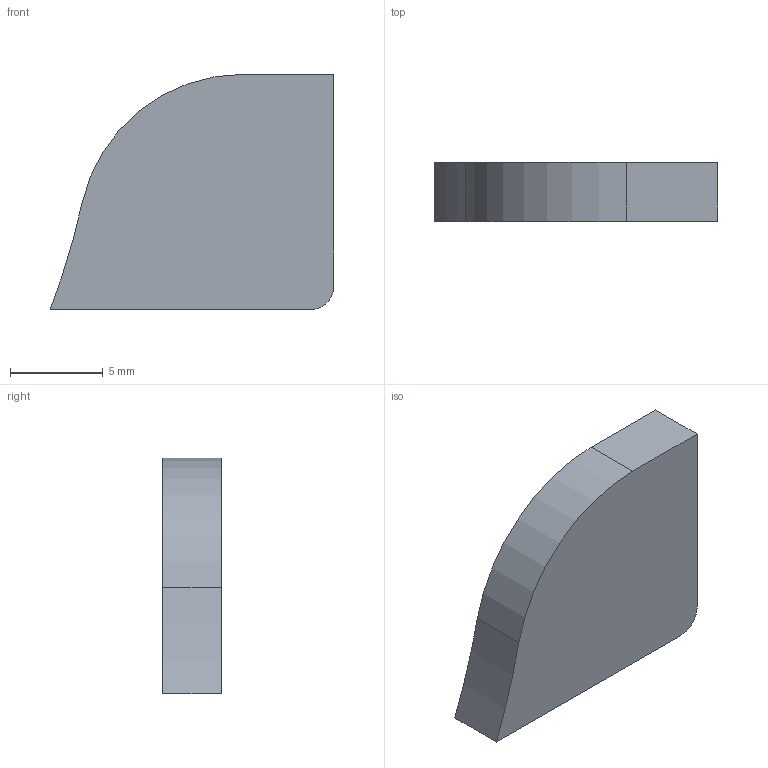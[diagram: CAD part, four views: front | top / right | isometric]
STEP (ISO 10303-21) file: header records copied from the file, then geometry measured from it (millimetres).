
FILE_DESCRIPTION (( 'STEP AP214' ), '1' );
FILE_NAME ('FilletTool_35.STEP', '2025-10-26T01:17:33', ( '' ), ( '' ), 'SwSTEP 2.0', 'SolidWorks 2025', '' );
FILE_SCHEMA (( 'AUTOMOTIVE_DESIGN' ));
Length unit declared in the file: inch
Products named in the file (1): FilletTool_35
Bounding box: 15.31 x 3.17 x 12.7 mm (x, y, z)
Volume: 393.3 mm3; surface area: 515.7 mm2
Topology: 1 solids, 1 shells, 77 faces, 204 edges, 136 vertices
Faces by surface type: plane 44, bspline 29, cylinder 4
Entity records: 3887 total; most frequent: CARTESIAN_POINT 2135, ORIENTED_EDGE 408, DIRECTION 252, EDGE_CURVE 204, VECTOR 138, LINE 138, VERTEX_POINT 136, EDGE_LOOP 84
